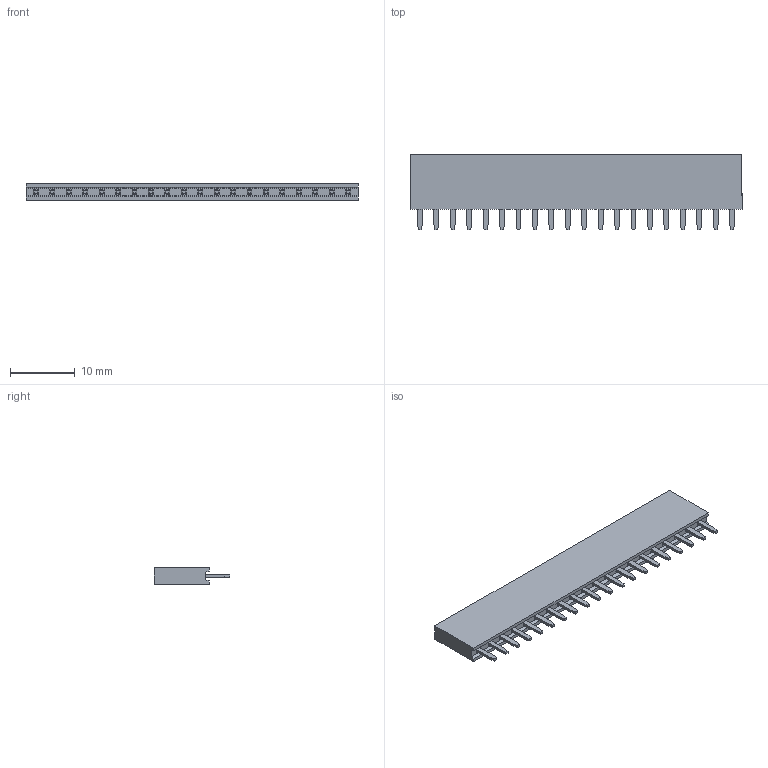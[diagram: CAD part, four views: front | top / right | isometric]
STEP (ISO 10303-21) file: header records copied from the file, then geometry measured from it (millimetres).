
FILE_DESCRIPTION (( 'STEP AP214' ), '1' );
FILE_NAME ('PPTC201LFBN-RC.STEP', '2022-03-14T22:03:07', ( '' ), ( '' ), 'SwSTEP 2.0', 'SolidWorks 2017', '' );
FILE_SCHEMA (( 'AUTOMOTIVE_DESIGN' ));
Length unit declared in the file: inch
Products named in the file (1): PPTC201LFBN-RC
Bounding box: 51.31 x 11.71 x 2.54 mm (x, y, z)
Volume: 1020.2 mm3; surface area: 2156.6 mm2
Topology: 21 solids, 21 shells, 470 faces, 1204 edges, 776 vertices
Faces by surface type: plane 350, cylinder 120
Entity records: 16618 total; most frequent: CARTESIAN_POINT 2451, ORIENTED_EDGE 2408, DIRECTION 2386, EDGE_CURVE 1204, VECTOR 964, LINE 964, VERTEX_POINT 776, AXIS2_PLACEMENT_3D 711
